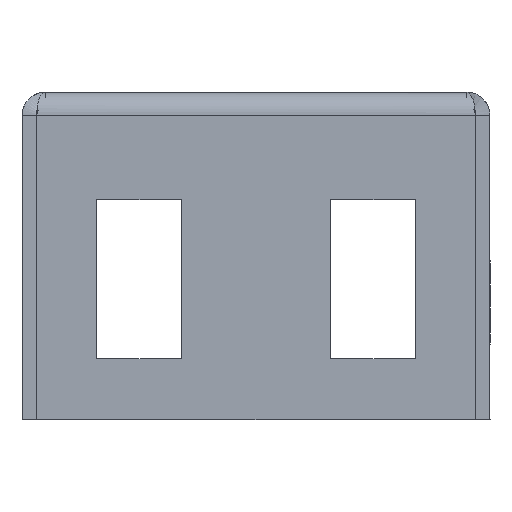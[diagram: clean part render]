
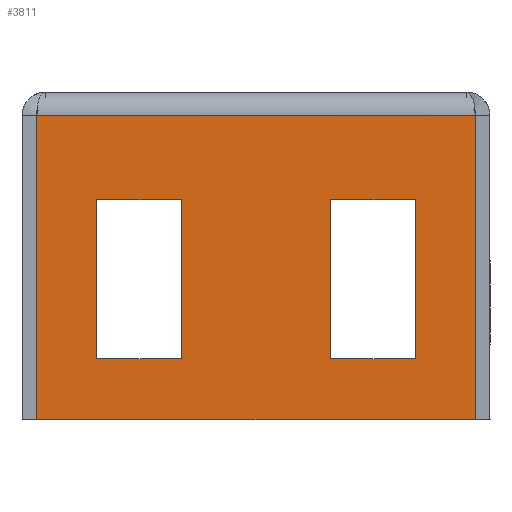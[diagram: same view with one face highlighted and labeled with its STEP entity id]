
A CAD part, left-side view. The second image highlights one B-rep face of the part: STEP entity #3811.
In plain terms, the highlighted planar face has unit normal (-1, 0, 0).
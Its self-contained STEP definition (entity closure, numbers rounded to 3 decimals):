
#90 = EDGE_CURVE ( 'NONE', #1250, #2352, #118, .T. ) ;
#102 = VECTOR ( 'NONE', #3132, 1000. ) ;
#118 = LINE ( 'NONE', #1143, #3243 ) ;
#120 = LINE ( 'NONE', #712, #1763 ) ;
#146 = EDGE_CURVE ( 'NONE', #3785, #1085, #2420, .T. ) ;
#154 = CARTESIAN_POINT ( 'NONE',  ( -206., -17., -11.5 ) ) ;
#177 = CARTESIAN_POINT ( 'NONE',  ( -206., 2085., -35. ) ) ;
#253 = CARTESIAN_POINT ( 'NONE',  ( -206., -8., -28.5 ) ) ;
#260 = CARTESIAN_POINT ( 'NONE',  ( -206., -17., -28.5 ) ) ;
#279 = EDGE_CURVE ( 'NONE', #1085, #2062, #120, .T. ) ;
#359 = EDGE_LOOP ( 'NONE', ( #2722, #2643, #1747, #1769 ) ) ;
#451 = DIRECTION ( 'NONE',  ( 0., -1., 0. ) ) ;
#471 = LINE ( 'NONE', #177, #973 ) ;
#519 = AXIS2_PLACEMENT_3D ( 'NONE', #1878, #2777, #1866 ) ;
#538 = VECTOR ( 'NONE', #603, 1000. ) ;
#557 = VERTEX_POINT ( 'NONE', #253 ) ;
#591 = ORIENTED_EDGE ( 'NONE', *, *, #2213, .T. ) ;
#603 = DIRECTION ( 'NONE',  ( 0., 0., -1. ) ) ;
#613 = ORIENTED_EDGE ( 'NONE', *, *, #820, .F. ) ;
#639 = FACE_BOUND ( 'NONE', #359, .T. ) ;
#653 = VECTOR ( 'NONE', #1414, 1000. ) ;
#654 = EDGE_LOOP ( 'NONE', ( #2904, #613, #757, #3649 ) ) ;
#658 = EDGE_CURVE ( 'NONE', #1974, #3785, #1423, .T. ) ;
#712 = CARTESIAN_POINT ( 'NONE',  ( -206., 17., -11.5 ) ) ;
#757 = ORIENTED_EDGE ( 'NONE', *, *, #3015, .T. ) ;
#820 = EDGE_CURVE ( 'NONE', #1596, #3076, #3660, .T. ) ;
#852 = EDGE_CURVE ( 'NONE', #914, #557, #2504, .T. ) ;
#868 = VECTOR ( 'NONE', #3481, 1000. ) ;
#908 = LINE ( 'NONE', #2607, #868 ) ;
#914 = VERTEX_POINT ( 'NONE', #260 ) ;
#961 = ORIENTED_EDGE ( 'NONE', *, *, #1741, .T. ) ;
#973 = VECTOR ( 'NONE', #1967, 1000. ) ;
#995 = VERTEX_POINT ( 'NONE', #3858 ) ;
#1051 = CARTESIAN_POINT ( 'NONE',  ( -206., -17., -28.5 ) ) ;
#1073 = CARTESIAN_POINT ( 'NONE',  ( -206., 23.429, -2.5 ) ) ;
#1085 = VERTEX_POINT ( 'NONE', #3096 ) ;
#1088 = CARTESIAN_POINT ( 'NONE',  ( -206., 17., -11.5 ) ) ;
#1143 = CARTESIAN_POINT ( 'NONE',  ( -206., -23.429, -35. ) ) ;
#1232 = EDGE_CURVE ( 'NONE', #995, #2007, #3510, .T. ) ;
#1250 = VERTEX_POINT ( 'NONE', #2531 ) ;
#1251 = CARTESIAN_POINT ( 'NONE',  ( -206., -17., -11.5 ) ) ;
#1293 = VECTOR ( 'NONE', #2482, 1000. ) ;
#1349 = EDGE_CURVE ( 'NONE', #2062, #1974, #2253, .T. ) ;
#1404 = DIRECTION ( 'NONE',  ( 0., 0., 1. ) ) ;
#1414 = DIRECTION ( 'NONE',  ( 0., -1., 0. ) ) ;
#1423 = LINE ( 'NONE', #2403, #538 ) ;
#1522 = CARTESIAN_POINT ( 'NONE',  ( -206., 8., -11.5 ) ) ;
#1561 = CARTESIAN_POINT ( 'NONE',  ( -206., 17., -28.5 ) ) ;
#1591 = DIRECTION ( 'NONE',  ( 0., 0., 1. ) ) ;
#1596 = VERTEX_POINT ( 'NONE', #3681 ) ;
#1741 = EDGE_CURVE ( 'NONE', #557, #995, #2921, .T. ) ;
#1747 = ORIENTED_EDGE ( 'NONE', *, *, #658, .T. ) ;
#1763 = VECTOR ( 'NONE', #1591, 1000. ) ;
#1769 = ORIENTED_EDGE ( 'NONE', *, *, #146, .T. ) ;
#1773 = FACE_OUTER_BOUND ( 'NONE', #654, .T. ) ;
#1830 = DIRECTION ( 'NONE',  ( 0., 1., 0. ) ) ;
#1866 = DIRECTION ( 'NONE',  ( 0., 0., -1. ) ) ;
#1878 = CARTESIAN_POINT ( 'NONE',  ( -206., 2085., -35. ) ) ;
#1967 = DIRECTION ( 'NONE',  ( 0., -1., 0. ) ) ;
#1974 = VERTEX_POINT ( 'NONE', #1522 ) ;
#2007 = VERTEX_POINT ( 'NONE', #1251 ) ;
#2008 = DIRECTION ( 'NONE',  ( 0., 1., 0. ) ) ;
#2062 = VERTEX_POINT ( 'NONE', #2842 ) ;
#2079 = VECTOR ( 'NONE', #451, 1000. ) ;
#2213 = EDGE_CURVE ( 'NONE', #2007, #914, #908, .T. ) ;
#2253 = LINE ( 'NONE', #1088, #653 ) ;
#2352 = VERTEX_POINT ( 'NONE', #2623 ) ;
#2401 = CARTESIAN_POINT ( 'NONE',  ( -206., 8., -28.5 ) ) ;
#2403 = CARTESIAN_POINT ( 'NONE',  ( -206., 8., -11.5 ) ) ;
#2413 = VECTOR ( 'NONE', #2008, 1000. ) ;
#2420 = LINE ( 'NONE', #1561, #3571 ) ;
#2482 = DIRECTION ( 'NONE',  ( 0., 0., 1. ) ) ;
#2501 = FACE_BOUND ( 'NONE', #3257, .T. ) ;
#2504 = LINE ( 'NONE', #1051, #2413 ) ;
#2531 = CARTESIAN_POINT ( 'NONE',  ( -206., -23.429, -2.5 ) ) ;
#2607 = CARTESIAN_POINT ( 'NONE',  ( -206., -17., -11.5 ) ) ;
#2623 = CARTESIAN_POINT ( 'NONE',  ( -206., -23.429, -35. ) ) ;
#2643 = ORIENTED_EDGE ( 'NONE', *, *, #1349, .T. ) ;
#2660 = DIRECTION ( 'NONE',  ( 0., 0., -1. ) ) ;
#2722 = ORIENTED_EDGE ( 'NONE', *, *, #279, .T. ) ;
#2777 = DIRECTION ( 'NONE',  ( 1., 0., 0. ) ) ;
#2842 = CARTESIAN_POINT ( 'NONE',  ( -206., 17., -11.5 ) ) ;
#2886 = EDGE_CURVE ( 'NONE', #3076, #1250, #3602, .T. ) ;
#2891 = CARTESIAN_POINT ( 'NONE',  ( -206., 23.429, -35. ) ) ;
#2904 = ORIENTED_EDGE ( 'NONE', *, *, #2886, .F. ) ;
#2921 = LINE ( 'NONE', #3730, #1293 ) ;
#3015 = EDGE_CURVE ( 'NONE', #1596, #2352, #471, .T. ) ;
#3033 = VECTOR ( 'NONE', #1404, 1000. ) ;
#3076 = VERTEX_POINT ( 'NONE', #1073 ) ;
#3096 = CARTESIAN_POINT ( 'NONE',  ( -206., 17., -28.5 ) ) ;
#3107 = CARTESIAN_POINT ( 'NONE',  ( -206., 2085., -2.5 ) ) ;
#3132 = DIRECTION ( 'NONE',  ( 0., -1., 0. ) ) ;
#3243 = VECTOR ( 'NONE', #2660, 1000. ) ;
#3257 = EDGE_LOOP ( 'NONE', ( #3529, #591, #3747, #961 ) ) ;
#3481 = DIRECTION ( 'NONE',  ( 0., 0., -1. ) ) ;
#3510 = LINE ( 'NONE', #154, #2079 ) ;
#3529 = ORIENTED_EDGE ( 'NONE', *, *, #1232, .T. ) ;
#3571 = VECTOR ( 'NONE', #1830, 1000. ) ;
#3602 = LINE ( 'NONE', #3107, #102 ) ;
#3649 = ORIENTED_EDGE ( 'NONE', *, *, #90, .F. ) ;
#3660 = LINE ( 'NONE', #2891, #3033 ) ;
#3681 = CARTESIAN_POINT ( 'NONE',  ( -206., 23.429, -35. ) ) ;
#3707 = PLANE ( 'NONE',  #519 ) ;
#3730 = CARTESIAN_POINT ( 'NONE',  ( -206., -8., -11.5 ) ) ;
#3747 = ORIENTED_EDGE ( 'NONE', *, *, #852, .T. ) ;
#3785 = VERTEX_POINT ( 'NONE', #2401 ) ;
#3811 = ADVANCED_FACE ( 'NONE', ( #2501, #639, #1773 ), #3707, .F. ) ;
#3858 = CARTESIAN_POINT ( 'NONE',  ( -206., -8., -11.5 ) ) ;
